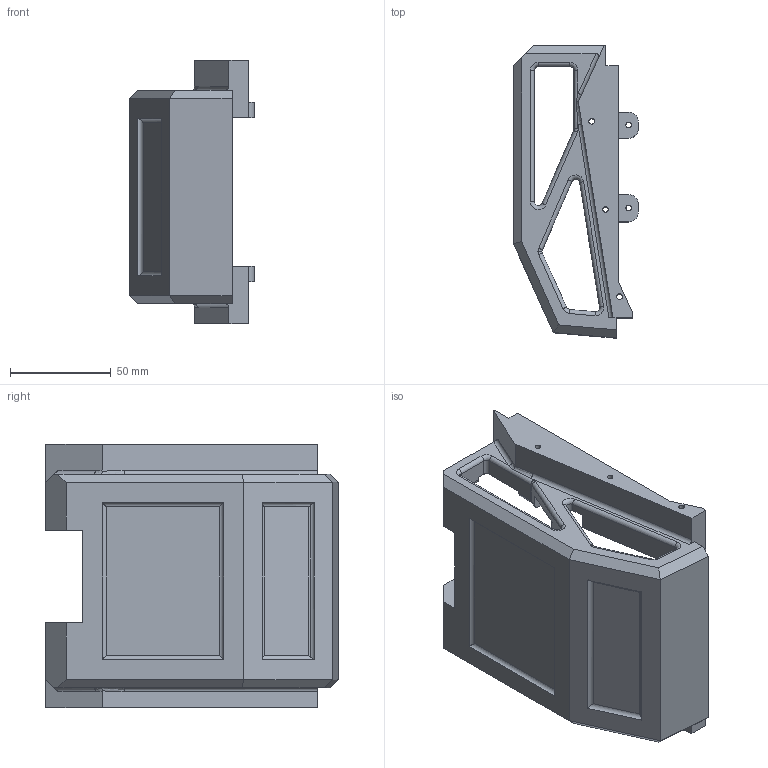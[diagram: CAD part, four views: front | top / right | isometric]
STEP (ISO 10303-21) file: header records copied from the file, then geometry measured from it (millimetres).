
FILE_DESCRIPTION (( 'STEP AP214' ), '1' );
FILE_NAME ('萇喀盓殤.STEP', '2024-10-01T11:14:59', ( '' ), ( '' ), 'SwSTEP 2.0', 'SolidWorks 2020', '' );
FILE_SCHEMA (( 'AUTOMOTIVE_DESIGN' ));
Length unit declared in the file: millimetre
Products named in the file (1): 萇喀盓殤
Bounding box: 62.09 x 145.23 x 131.01 mm (x, y, z)
Volume: 282772.8 mm3; surface area: 75354.6 mm2
Topology: 1 solids, 1 shells, 205 faces, 565 edges, 362 vertices
Faces by surface type: plane 98, cylinder 84, torus 19, bspline 4
Entity records: 6657 total; most frequent: CARTESIAN_POINT 1298, ORIENTED_EDGE 1130, DIRECTION 1110, EDGE_CURVE 565, LINE 370, VECTOR 370, AXIS2_PLACEMENT_3D 370, VERTEX_POINT 362
